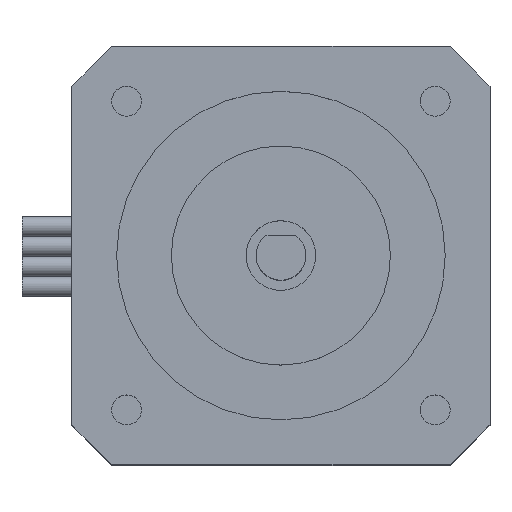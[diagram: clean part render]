
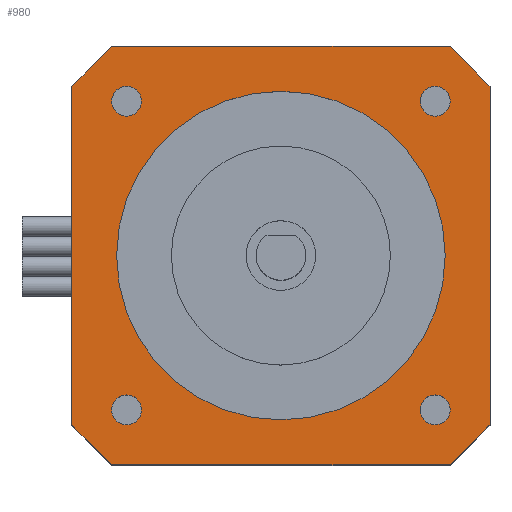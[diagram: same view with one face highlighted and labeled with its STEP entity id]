
A CAD part, top view. The second image highlights one B-rep face of the part: STEP entity #980.
In plain terms, the highlighted planar face has unit normal (0, 0, 1).
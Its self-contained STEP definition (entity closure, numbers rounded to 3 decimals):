
#34=FACE_BOUND('',#207,.T.);
#35=FACE_BOUND('',#208,.T.);
#36=FACE_BOUND('',#209,.T.);
#37=FACE_BOUND('',#210,.T.);
#38=FACE_BOUND('',#211,.T.);
#65=PLANE('',#1087);
#126=FACE_OUTER_BOUND('',#206,.T.);
#206=EDGE_LOOP('',(#779,#780,#781,#782,#783,#784,#785,#786));
#207=EDGE_LOOP('',(#787));
#208=EDGE_LOOP('',(#788));
#209=EDGE_LOOP('',(#789));
#210=EDGE_LOOP('',(#790));
#211=EDGE_LOOP('',(#791));
#263=CIRCLE('',#1057,16.5);
#265=CIRCLE('',#1060,1.5);
#267=CIRCLE('',#1063,1.5);
#269=CIRCLE('',#1066,1.5);
#271=CIRCLE('',#1069,1.5);
#321=LINE('',#1581,#392);
#325=LINE('',#1588,#396);
#328=LINE('',#1594,#399);
#331=LINE('',#1600,#402);
#334=LINE('',#1606,#405);
#337=LINE('',#1612,#408);
#340=LINE('',#1618,#411);
#342=LINE('',#1621,#413);
#392=VECTOR('',#1307,1000.);
#396=VECTOR('',#1313,1000.);
#399=VECTOR('',#1318,1000.);
#402=VECTOR('',#1323,1000.);
#405=VECTOR('',#1328,1000.);
#408=VECTOR('',#1333,1000.);
#411=VECTOR('',#1338,1000.);
#413=VECTOR('',#1342,1000.);
#466=VERTEX_POINT('',#1533);
#468=VERTEX_POINT('',#1538);
#470=VERTEX_POINT('',#1543);
#472=VERTEX_POINT('',#1548);
#474=VERTEX_POINT('',#1553);
#485=VERTEX_POINT('',#1578);
#486=VERTEX_POINT('',#1580);
#488=VERTEX_POINT('',#1586);
#490=VERTEX_POINT('',#1592);
#492=VERTEX_POINT('',#1598);
#494=VERTEX_POINT('',#1604);
#496=VERTEX_POINT('',#1610);
#498=VERTEX_POINT('',#1616);
#566=EDGE_CURVE('',#466,#466,#263,.T.);
#568=EDGE_CURVE('',#468,#468,#265,.T.);
#570=EDGE_CURVE('',#470,#470,#267,.T.);
#572=EDGE_CURVE('',#472,#472,#269,.T.);
#574=EDGE_CURVE('',#474,#474,#271,.T.);
#585=EDGE_CURVE('',#486,#485,#321,.T.);
#589=EDGE_CURVE('',#485,#488,#325,.T.);
#592=EDGE_CURVE('',#488,#490,#328,.T.);
#595=EDGE_CURVE('',#490,#492,#331,.T.);
#598=EDGE_CURVE('',#492,#494,#334,.T.);
#601=EDGE_CURVE('',#494,#496,#337,.T.);
#604=EDGE_CURVE('',#496,#498,#340,.T.);
#606=EDGE_CURVE('',#498,#486,#342,.T.);
#779=ORIENTED_EDGE('',*,*,#589,.T.);
#780=ORIENTED_EDGE('',*,*,#592,.T.);
#781=ORIENTED_EDGE('',*,*,#595,.T.);
#782=ORIENTED_EDGE('',*,*,#598,.T.);
#783=ORIENTED_EDGE('',*,*,#601,.T.);
#784=ORIENTED_EDGE('',*,*,#604,.T.);
#785=ORIENTED_EDGE('',*,*,#606,.T.);
#786=ORIENTED_EDGE('',*,*,#585,.T.);
#787=ORIENTED_EDGE('',*,*,#566,.T.);
#788=ORIENTED_EDGE('',*,*,#568,.T.);
#789=ORIENTED_EDGE('',*,*,#570,.T.);
#790=ORIENTED_EDGE('',*,*,#572,.T.);
#791=ORIENTED_EDGE('',*,*,#574,.T.);
#980=ADVANCED_FACE('',(#126,#34,#35,#36,#37,#38),#65,.T.);
#1057=AXIS2_PLACEMENT_3D('',#1534,#1257,#1258);
#1060=AXIS2_PLACEMENT_3D('',#1539,#1263,#1264);
#1063=AXIS2_PLACEMENT_3D('',#1544,#1269,#1270);
#1066=AXIS2_PLACEMENT_3D('',#1549,#1275,#1276);
#1069=AXIS2_PLACEMENT_3D('',#1554,#1281,#1282);
#1087=AXIS2_PLACEMENT_3D('',#1622,#1343,#1344);
#1257=DIRECTION('center_axis',(0.,0.,-1.));
#1258=DIRECTION('ref_axis',(1.,0.,0.));
#1263=DIRECTION('center_axis',(0.,0.,-1.));
#1264=DIRECTION('ref_axis',(1.,0.,0.));
#1269=DIRECTION('center_axis',(0.,0.,-1.));
#1270=DIRECTION('ref_axis',(1.,0.,0.));
#1275=DIRECTION('center_axis',(0.,0.,-1.));
#1276=DIRECTION('ref_axis',(1.,0.,0.));
#1281=DIRECTION('center_axis',(0.,0.,-1.));
#1282=DIRECTION('ref_axis',(1.,0.,0.));
#1307=DIRECTION('',(-0.707,-0.707,0.));
#1313=DIRECTION('',(0.,-1.,0.));
#1318=DIRECTION('',(0.707,-0.707,0.));
#1323=DIRECTION('',(1.,0.,0.));
#1328=DIRECTION('',(0.707,0.707,0.));
#1333=DIRECTION('',(0.,1.,0.));
#1338=DIRECTION('',(-0.707,0.707,0.));
#1342=DIRECTION('',(-1.,0.,0.));
#1343=DIRECTION('center_axis',(0.,0.,1.));
#1344=DIRECTION('ref_axis',(1.,0.,0.));
#1533=CARTESIAN_POINT('',(16.5,0.,0.));
#1534=CARTESIAN_POINT('Origin',(0.,0.,0.));
#1538=CARTESIAN_POINT('',(-14.,-15.5,0.));
#1539=CARTESIAN_POINT('Origin',(-15.5,-15.5,0.));
#1543=CARTESIAN_POINT('',(17.,-15.5,0.));
#1544=CARTESIAN_POINT('Origin',(15.5,-15.5,0.));
#1548=CARTESIAN_POINT('',(-14.,15.5,0.));
#1549=CARTESIAN_POINT('Origin',(-15.5,15.5,0.));
#1553=CARTESIAN_POINT('',(17.,15.5,0.));
#1554=CARTESIAN_POINT('Origin',(15.5,15.5,0.));
#1578=CARTESIAN_POINT('',(-21.,17.007,0.));
#1580=CARTESIAN_POINT('',(-17.007,21.,0.));
#1581=CARTESIAN_POINT('',(-17.007,21.,0.));
#1586=CARTESIAN_POINT('',(-21.,-17.007,0.));
#1588=CARTESIAN_POINT('',(-21.,17.007,0.));
#1592=CARTESIAN_POINT('',(-17.007,-21.,0.));
#1594=CARTESIAN_POINT('',(-21.,-17.007,0.));
#1598=CARTESIAN_POINT('',(17.007,-21.,0.));
#1600=CARTESIAN_POINT('',(-17.007,-21.,0.));
#1604=CARTESIAN_POINT('',(21.,-17.007,0.));
#1606=CARTESIAN_POINT('',(21.,-17.007,0.));
#1610=CARTESIAN_POINT('',(21.,17.007,0.));
#1612=CARTESIAN_POINT('',(21.,17.007,0.));
#1616=CARTESIAN_POINT('',(17.007,21.,0.));
#1618=CARTESIAN_POINT('',(17.007,21.,0.));
#1621=CARTESIAN_POINT('',(-17.007,21.,0.));
#1622=CARTESIAN_POINT('Origin',(0.,0.,0.));
